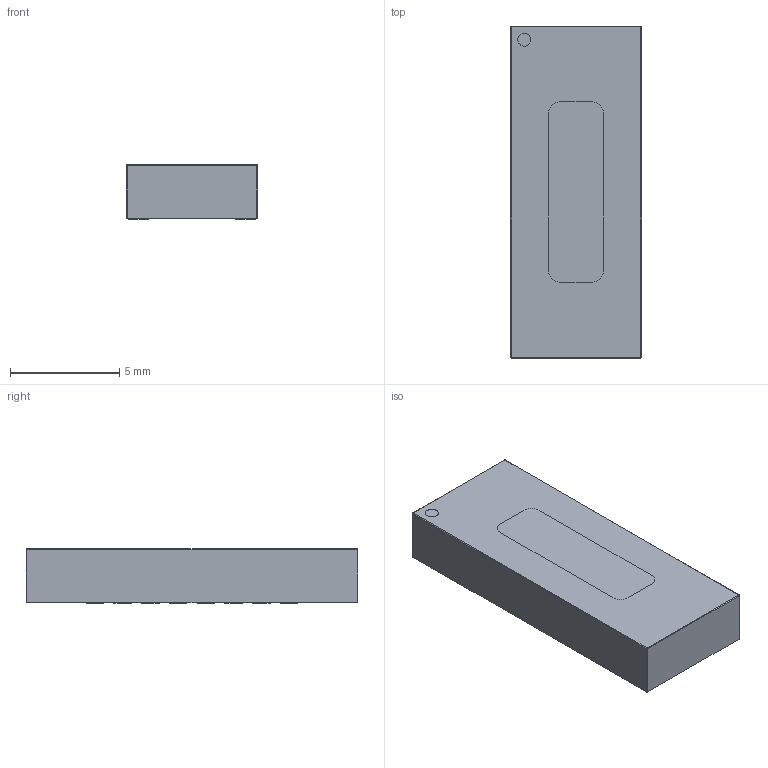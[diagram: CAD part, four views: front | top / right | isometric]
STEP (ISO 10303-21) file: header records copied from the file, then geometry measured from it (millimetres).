
FILE_DESCRIPTION (( 'STEP AP214' ), '1' );
FILE_NAME ('TCD1103GFG(8Z,AA2).STEP', '2023-01-13T08:29:05', ( '' ), ( '' ), 'SwSTEP 2.0', 'SolidWorks 2022', '' );
FILE_SCHEMA (( 'AUTOMOTIVE_DESIGN' ));
Length unit declared in the file: millimetre
Products named in the file (1): TCD1103GFG(8Z,AA2)
Bounding box: 6 x 15.2 x 2.48 mm (x, y, z)
Volume: 224.2 mm3; surface area: 369.4 mm2
Topology: 19 solids, 19 shells, 220 faces, 484 edges, 316 vertices
Faces by surface type: plane 196, cylinder 20, sphere 4
Entity records: 6500 total; most frequent: CARTESIAN_POINT 1017, DIRECTION 962, ORIENTED_EDGE 960, EDGE_CURVE 480, LINE 440, VECTOR 440, VERTEX_POINT 316, AXIS2_PLACEMENT_3D 261
